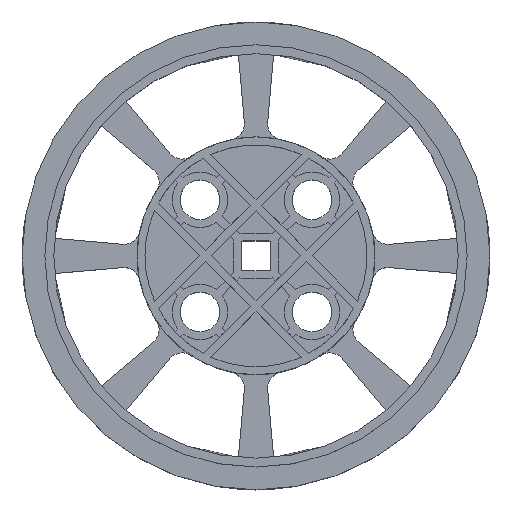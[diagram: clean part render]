
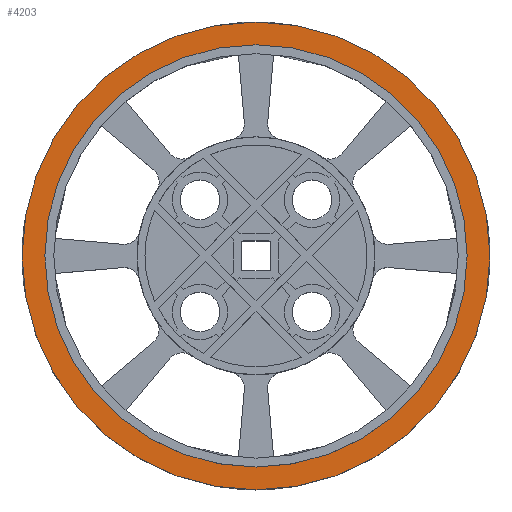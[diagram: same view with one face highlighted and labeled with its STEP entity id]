
A CAD part, top view. The second image highlights one B-rep face of the part: STEP entity #4203.
In plain terms, the highlighted planar face has unit normal (0, 0, 1).
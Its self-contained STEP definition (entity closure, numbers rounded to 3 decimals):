
#517 = DIRECTION ( 'NONE',  ( 0., 0., 1. ) ) ;
#766 = PLANE ( 'NONE',  #4736 ) ;
#836 = DIRECTION ( 'NONE',  ( 0., 0., 1. ) ) ;
#1332 = EDGE_CURVE ( 'NONE', #5409, #9420, #12701, .T. ) ;
#1414 = AXIS2_PLACEMENT_3D ( 'NONE', #8964, #8060, #10923 ) ;
#2195 = DIRECTION ( 'NONE',  ( -1., 0., 0. ) ) ;
#3044 = CIRCLE ( 'NONE', #8229, 26.625 ) ;
#3330 = ORIENTED_EDGE ( 'NONE', *, *, #11271, .F. ) ;
#3545 = EDGE_LOOP ( 'NONE', ( #10526, #8342 ) ) ;
#3593 = DIRECTION ( 'NONE',  ( 0., 0., 1. ) ) ;
#3725 = FACE_OUTER_BOUND ( 'NONE', #3545, .T. ) ;
#3801 = DIRECTION ( 'NONE',  ( -1., 0., 0. ) ) ;
#4203 = ADVANCED_FACE ( 'NONE', ( #3725, #8011 ), #766, .T. ) ;
#4669 = VERTEX_POINT ( 'NONE', #4696 ) ;
#4696 = CARTESIAN_POINT ( 'NONE',  ( -26.625, 0., 3.9 ) ) ;
#4736 = AXIS2_PLACEMENT_3D ( 'NONE', #8631, #3593, #8532 ) ;
#5060 = CIRCLE ( 'NONE', #7327, 29.5 ) ;
#5122 = CARTESIAN_POINT ( 'NONE',  ( 0., 0., 3.9 ) ) ;
#5409 = VERTEX_POINT ( 'NONE', #8519 ) ;
#5867 = EDGE_CURVE ( 'NONE', #4669, #7901, #8446, .T. ) ;
#6109 = DIRECTION ( 'NONE',  ( 0., 0., 1. ) ) ;
#7327 = AXIS2_PLACEMENT_3D ( 'NONE', #9264, #517, #12264 ) ;
#7901 = VERTEX_POINT ( 'NONE', #8325 ) ;
#7951 = EDGE_LOOP ( 'NONE', ( #11782, #3330 ) ) ;
#8011 = FACE_BOUND ( 'NONE', #7951, .T. ) ;
#8036 = AXIS2_PLACEMENT_3D ( 'NONE', #11727, #836, #3801 ) ;
#8060 = DIRECTION ( 'NONE',  ( 0., 0., 1. ) ) ;
#8229 = AXIS2_PLACEMENT_3D ( 'NONE', #5122, #6109, #2195 ) ;
#8325 = CARTESIAN_POINT ( 'NONE',  ( 26.625, 0., 3.9 ) ) ;
#8342 = ORIENTED_EDGE ( 'NONE', *, *, #1332, .T. ) ;
#8446 = CIRCLE ( 'NONE', #8036, 26.625 ) ;
#8519 = CARTESIAN_POINT ( 'NONE',  ( -29.5, 0., 3.9 ) ) ;
#8532 = DIRECTION ( 'NONE',  ( 1., 0., 0. ) ) ;
#8631 = CARTESIAN_POINT ( 'NONE',  ( 0., 0., 3.9 ) ) ;
#8964 = CARTESIAN_POINT ( 'NONE',  ( 0., 0., 3.9 ) ) ;
#9264 = CARTESIAN_POINT ( 'NONE',  ( 0., 0., 3.9 ) ) ;
#9420 = VERTEX_POINT ( 'NONE', #11731 ) ;
#10526 = ORIENTED_EDGE ( 'NONE', *, *, #10807, .T. ) ;
#10807 = EDGE_CURVE ( 'NONE', #9420, #5409, #5060, .T. ) ;
#10923 = DIRECTION ( 'NONE',  ( 1., 0., 0. ) ) ;
#11271 = EDGE_CURVE ( 'NONE', #7901, #4669, #3044, .T. ) ;
#11727 = CARTESIAN_POINT ( 'NONE',  ( 0., 0., 3.9 ) ) ;
#11731 = CARTESIAN_POINT ( 'NONE',  ( 29.5, 0., 3.9 ) ) ;
#11782 = ORIENTED_EDGE ( 'NONE', *, *, #5867, .F. ) ;
#12264 = DIRECTION ( 'NONE',  ( 1., 0., 0. ) ) ;
#12701 = CIRCLE ( 'NONE', #1414, 29.5 ) ;
